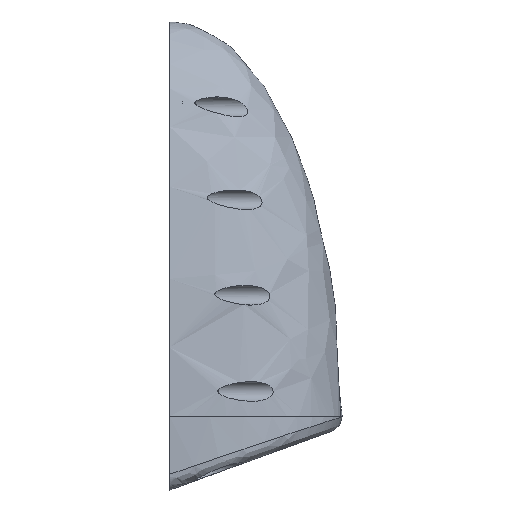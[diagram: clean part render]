
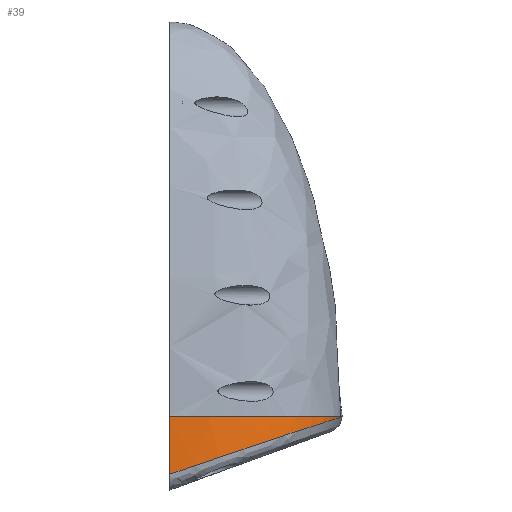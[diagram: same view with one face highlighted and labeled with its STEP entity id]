
A CAD part, left-side view. The second image highlights one B-rep face of the part: STEP entity #39.
In plain terms, the highlighted face is a extrusion surface.
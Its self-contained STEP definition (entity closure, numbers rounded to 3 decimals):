
#39 = ADVANCED_FACE('',(#40),#178,.T.);
#40 = FACE_BOUND('',#41,.T.);
#41 = EDGE_LOOP('',(#42,#52,#61,#69));
#42 = ORIENTED_EDGE('',*,*,#43,.F.);
#43 = EDGE_CURVE('',#44,#46,#48,.T.);
#44 = VERTEX_POINT('',#45);
#45 = CARTESIAN_POINT('',(50.,0.,0.));
#46 = VERTEX_POINT('',#47);
#47 = CARTESIAN_POINT('',(50.,0.,-23.615));
#48 = LINE('',#49,#50);
#49 = CARTESIAN_POINT('',(50.,0.,0.));
#50 = VECTOR('',#51,1.);
#51 = DIRECTION('',(-0.,-0.,-1.));
#52 = ORIENTED_EDGE('',*,*,#53,.F.);
#53 = EDGE_CURVE('',#54,#44,#56,.T.);
#54 = VERTEX_POINT('',#55);
#55 = CARTESIAN_POINT('',(-50.,0.,0.));
#56 = ELLIPSE('',#57,70.,50.);
#57 = AXIS2_PLACEMENT_3D('',#58,#59,#60);
#58 = CARTESIAN_POINT('',(0.,0.,0.));
#59 = DIRECTION('',(0.,0.,1.));
#60 = DIRECTION('',(0.,-1.,0.));
#61 = ORIENTED_EDGE('',*,*,#62,.T.);
#62 = EDGE_CURVE('',#54,#63,#65,.T.);
#63 = VERTEX_POINT('',#64);
#64 = CARTESIAN_POINT('',(-50.,0.,-23.615));
#65 = LINE('',#66,#67);
#66 = CARTESIAN_POINT('',(-50.,0.,0.));
#67 = VECTOR('',#68,1.);
#68 = DIRECTION('',(-0.,-0.,-1.));
#69 = ORIENTED_EDGE('',*,*,#70,.F.);
#70 = EDGE_CURVE('',#46,#63,#71,.T.);
#71 = B_SPLINE_CURVE_WITH_KNOTS('',14,(#72,#73,#74,#75,#76,#77,#78,#79,
    #80,#81,#82,#83,#84,#85,#86,#87,#88,#89,#90,#91,#92,#93,#94,#95,#96,
    #97,#98,#99,#100,#101,#102,#103,#104,#105,#106,#107,#108,#109,#110,
    #111,#112,#113,#114,#115,#116,#117,#118,#119,#120,#121,#122,#123,
    #124,#125,#126,#127,#128,#129,#130,#131,#132,#133,#134,#135,#136,
    #137,#138,#139,#140,#141,#142,#143,#144,#145,#146,#147,#148,#149,
    #150,#151,#152,#153,#154,#155,#156,#157,#158,#159,#160,#161,#162,
    #163,#164,#165,#166,#167,#168,#169,#170,#171,#172,#173,#174,#175,
    #176,#177),.UNSPECIFIED.,.F.,.F.,(15,13,13,13,13,13,13,13,15),(
    -11.455,0.,57.029,82.971,
    98.796,114.621,140.496,197.449,
    208.904),.UNSPECIFIED.);
#72 = CARTESIAN_POINT('',(49.75,12.904,
    -28.024));
#73 = CARTESIAN_POINT('',(49.766,12.116,-27.754)
  );
#74 = CARTESIAN_POINT('',(49.783,11.329,
    -27.486));
#75 = CARTESIAN_POINT('',(49.799,10.545,-27.218
    ));
#76 = CARTESIAN_POINT('',(49.816,9.763,-26.951
    ));
#77 = CARTESIAN_POINT('',(49.832,8.984,-26.684
    ));
#78 = CARTESIAN_POINT('',(49.849,8.206,-26.419)
  );
#79 = CARTESIAN_POINT('',(49.865,7.431,-26.154
    ));
#80 = CARTESIAN_POINT('',(49.881,6.658,-25.89
    ));
#81 = CARTESIAN_POINT('',(49.898,5.888,-25.627)
  );
#82 = CARTESIAN_POINT('',(49.914,5.119,-25.364)
  );
#83 = CARTESIAN_POINT('',(49.93,4.353,-25.102
    ));
#84 = CARTESIAN_POINT('',(49.946,3.589,-24.841
    ));
#85 = CARTESIAN_POINT('',(49.962,2.827,-24.581
    ));
#86 = CARTESIAN_POINT('',(50.058,-1.715,
    -23.029));
#87 = CARTESIAN_POINT('',(49.981,-5.503,
    -21.735));
#88 = CARTESIAN_POINT('',(49.746,-9.291,
    -20.44));
#89 = CARTESIAN_POINT('',(49.353,-13.073,
    -19.149));
#90 = CARTESIAN_POINT('',(48.8,-16.844,-17.862)
  );
#91 = CARTESIAN_POINT('',(48.083,-20.6,
    -16.582));
#92 = CARTESIAN_POINT('',(47.2,-24.333,-15.313
    ));
#93 = CARTESIAN_POINT('',(46.144,-28.032,
    -14.057));
#94 = CARTESIAN_POINT('',(44.911,-31.693,
    -12.818));
#95 = CARTESIAN_POINT('',(43.49,-35.307,
    -11.599));
#96 = CARTESIAN_POINT('',(41.872,-38.862,
    -10.404));
#97 = CARTESIAN_POINT('',(40.047,-42.34,
    -9.241));
#98 = CARTESIAN_POINT('',(38.,-45.724,-8.116
    ));
#99 = CARTESIAN_POINT('',(34.678,-50.471,
    -6.547));
#100 = CARTESIAN_POINT('',(33.59,-51.93,
    -6.067));
#101 = CARTESIAN_POINT('',(32.453,-53.362,
    -5.597));
#102 = CARTESIAN_POINT('',(31.263,-54.763,
    -5.139));
#103 = CARTESIAN_POINT('',(30.02,-56.132,
    -4.693));
#104 = CARTESIAN_POINT('',(28.723,-57.463,
    -4.262));
#105 = CARTESIAN_POINT('',(27.37,-58.752,
    -3.845));
#106 = CARTESIAN_POINT('',(25.96,-59.997,
    -3.446));
#107 = CARTESIAN_POINT('',(24.492,-61.191,
    -3.064));
#108 = CARTESIAN_POINT('',(22.964,-62.329,
    -2.703));
#109 = CARTESIAN_POINT('',(21.378,-63.404,
    -2.363));
#110 = CARTESIAN_POINT('',(19.734,-64.41,
    -2.047));
#111 = CARTESIAN_POINT('',(18.034,-65.34,
    -1.756));
#112 = CARTESIAN_POINT('',(15.21,-66.701,
    -1.332));
#113 = CARTESIAN_POINT('',(14.12,-67.186,
    -1.182));
#114 = CARTESIAN_POINT('',(13.011,-67.638,
    -1.042));
#115 = CARTESIAN_POINT('',(11.884,-68.055,
    -0.914));
#116 = CARTESIAN_POINT('',(10.739,-68.435,
    -0.797));
#117 = CARTESIAN_POINT('',(9.578,-68.778,
    -0.692));
#118 = CARTESIAN_POINT('',(8.402,-69.081,
    -0.6));
#119 = CARTESIAN_POINT('',(7.213,-69.344,
    -0.52));
#120 = CARTESIAN_POINT('',(6.013,-69.564,
    -0.453));
#121 = CARTESIAN_POINT('',(4.805,-69.74,
    -0.4));
#122 = CARTESIAN_POINT('',(3.589,-69.873,
    -0.359));
#123 = CARTESIAN_POINT('',(2.369,-69.96,
    -0.333));
#124 = CARTESIAN_POINT('',(1.146,-70.003,
    -0.32));
#125 = CARTESIAN_POINT('',(-1.299,-69.997,
    -0.322));
#126 = CARTESIAN_POINT('',(-2.521,-69.95,
    -0.336));
#127 = CARTESIAN_POINT('',(-3.74,-69.857,
    -0.364));
#128 = CARTESIAN_POINT('',(-4.956,-69.719,
    -0.406));
#129 = CARTESIAN_POINT('',(-6.162,-69.538,
    -0.461));
#130 = CARTESIAN_POINT('',(-7.361,-69.313,
    -0.529));
#131 = CARTESIAN_POINT('',(-8.549,-69.046,
    -0.611));
#132 = CARTESIAN_POINT('',(-9.723,-68.738,
    -0.705));
#133 = CARTESIAN_POINT('',(-10.881,-68.391,
    -0.811));
#134 = CARTESIAN_POINT('',(-12.025,-68.006,
    -0.929));
#135 = CARTESIAN_POINT('',(-13.15,-67.585,
    -1.059));
#136 = CARTESIAN_POINT('',(-14.257,-67.129,
    -1.2));
#137 = CARTESIAN_POINT('',(-15.345,-66.641,
    -1.351));
#138 = CARTESIAN_POINT('',(-18.158,-65.272,
    -1.777));
#139 = CARTESIAN_POINT('',(-19.851,-64.34,
    -2.069));
#140 = CARTESIAN_POINT('',(-21.486,-63.332,
    -2.386));
#141 = CARTESIAN_POINT('',(-23.065,-62.255,
    -2.726));
#142 = CARTESIAN_POINT('',(-24.584,-61.117,-3.088
    ));
#143 = CARTESIAN_POINT('',(-26.046,-59.922,
    -3.47));
#144 = CARTESIAN_POINT('',(-27.449,-58.679,
    -3.869));
#145 = CARTESIAN_POINT('',(-28.796,-57.39,
    -4.285));
#146 = CARTESIAN_POINT('',(-30.087,-56.06,-4.716
    ));
#147 = CARTESIAN_POINT('',(-31.324,-54.694,
    -5.161));
#148 = CARTESIAN_POINT('',(-32.508,-53.295,
    -5.619));
#149 = CARTESIAN_POINT('',(-33.641,-51.865,
    -6.088));
#150 = CARTESIAN_POINT('',(-34.724,-50.409,-6.568)
  );
#151 = CARTESIAN_POINT('',(-38.035,-45.666,
    -8.135));
#152 = CARTESIAN_POINT('',(-40.076,-42.285,
    -9.259));
#153 = CARTESIAN_POINT('',(-41.895,-38.811,
    -10.421));
#154 = CARTESIAN_POINT('',(-43.51,-35.254,
    -11.616));
#155 = CARTESIAN_POINT('',(-44.921,-31.665,
    -12.827));
#156 = CARTESIAN_POINT('',(-46.163,-27.968,
    -14.079));
#157 = CARTESIAN_POINT('',(-47.198,-24.323,
    -15.316));
#158 = CARTESIAN_POINT('',(-48.096,-20.558,
    -16.597));
#159 = CARTESIAN_POINT('',(-48.8,-16.826,
    -17.869));
#160 = CARTESIAN_POINT('',(-49.356,-13.053,
    -19.156));
#161 = CARTESIAN_POINT('',(-49.746,-9.276,
    -20.445));
#162 = CARTESIAN_POINT('',(-49.981,-5.493,
    -21.738));
#163 = CARTESIAN_POINT('',(-50.058,-1.71,
    -23.031));
#164 = CARTESIAN_POINT('',(-49.962,2.827,
    -24.581));
#165 = CARTESIAN_POINT('',(-49.946,3.589,
    -24.841));
#166 = CARTESIAN_POINT('',(-49.93,4.353,
    -25.102));
#167 = CARTESIAN_POINT('',(-49.914,5.119,
    -25.364));
#168 = CARTESIAN_POINT('',(-49.898,5.888,
    -25.627));
#169 = CARTESIAN_POINT('',(-49.881,6.658,
    -25.89));
#170 = CARTESIAN_POINT('',(-49.865,7.431,-26.154)
  );
#171 = CARTESIAN_POINT('',(-49.849,8.206,
    -26.419));
#172 = CARTESIAN_POINT('',(-49.832,8.984,-26.684
    ));
#173 = CARTESIAN_POINT('',(-49.816,9.763,-26.951
    ));
#174 = CARTESIAN_POINT('',(-49.799,10.545,
    -27.218));
#175 = CARTESIAN_POINT('',(-49.783,11.329,
    -27.486));
#176 = CARTESIAN_POINT('',(-49.766,12.116,
    -27.754));
#177 = CARTESIAN_POINT('',(-49.75,12.904,
    -28.024));
#178 = SURFACE_OF_LINEAR_EXTRUSION('',#179,#184);
#179 = ELLIPSE('',#180,70.,50.);
#180 = AXIS2_PLACEMENT_3D('',#181,#182,#183);
#181 = CARTESIAN_POINT('',(0.,0.,0.));
#182 = DIRECTION('',(0.,0.,1.));
#183 = DIRECTION('',(0.,-1.,0.));
#184 = VECTOR('',#185,1.);
#185 = DIRECTION('',(0.,0.,1.));
